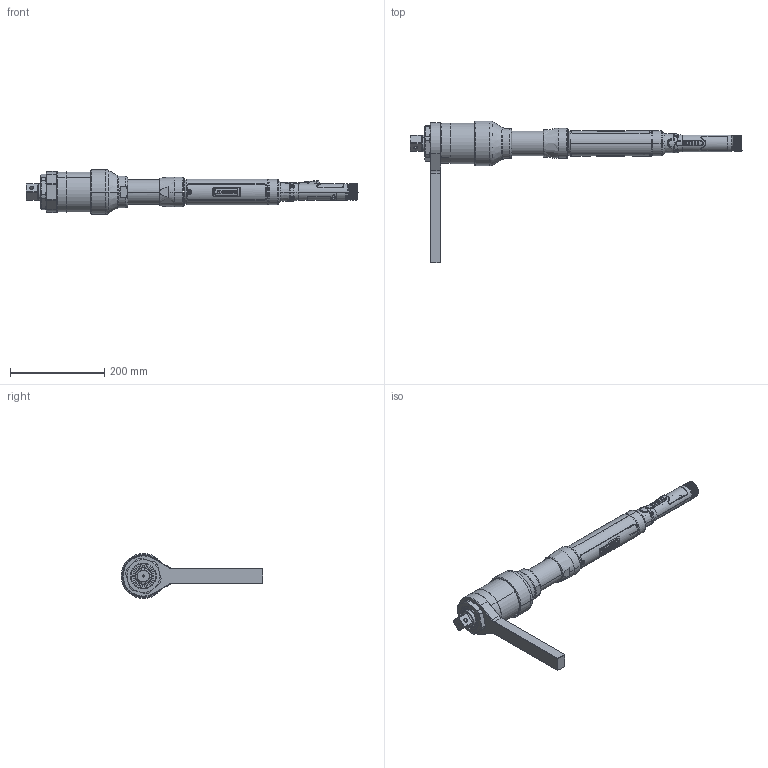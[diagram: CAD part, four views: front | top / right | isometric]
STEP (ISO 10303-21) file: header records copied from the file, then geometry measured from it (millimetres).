
FILE_DESCRIPTION((''),'2;1');
FILE_NAME('EB55LB5-1100','2012-02-23T',('MAM0508'),(''),'PRO/ENGINEER BY PARAMETRIC TECHNOLOGY CORPORATION, 2010430','PRO/ENGINEER BY PARAMETRIC TECHNOLOGY CORPORATION, 2010430','');
FILE_SCHEMA(('CONFIG_CONTROL_DESIGN'));
Length unit declared in the file: inch
Products named in the file (1): EB55LB5-1100
Bounding box: 705.12 x 301.5 x 95 mm (x, y, z)
Surface area: 201399.5 mm2 (no closed solid volume)
Topology: 0 solids, 156 shells, 444 faces, 2993 edges, 2664 vertices
Faces by surface type: cylinder 148, plane 88, bspline 87, cone 68, torus 42, extrusion 9, sphere 2
Entity records: 39276 total; most frequent: CARTESIAN_POINT 19537, ORIENTED_EDGE 3495, DIRECTION 3407, EDGE_CURVE 2989, VERTEX_POINT 2664, AXIS2_PLACEMENT_3D 1254, B_SPLINE_CURVE_WITH_KNOTS 1202, CIRCLE 906
